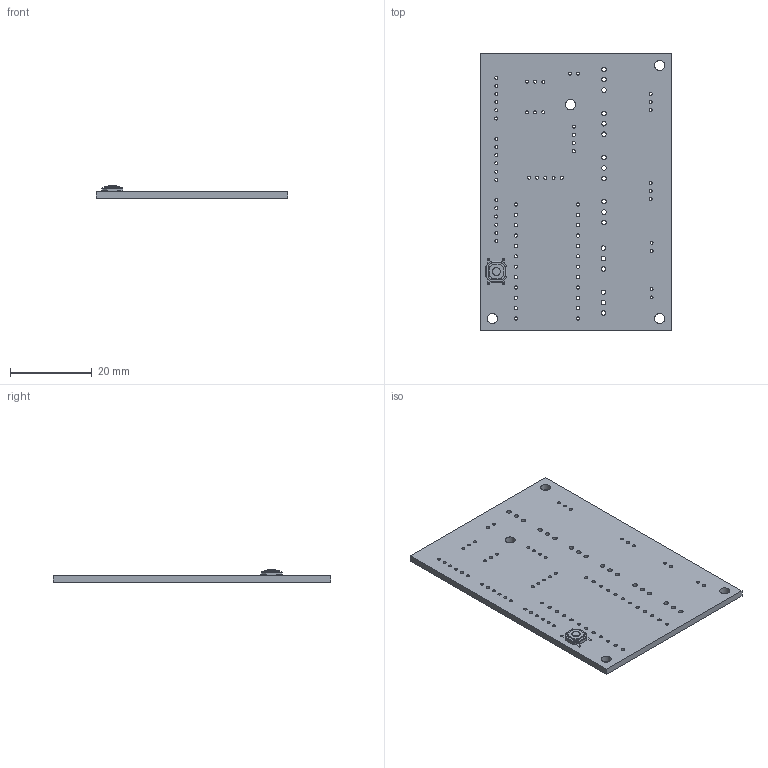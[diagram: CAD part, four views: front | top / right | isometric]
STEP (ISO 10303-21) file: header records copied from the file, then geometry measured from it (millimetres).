
FILE_DESCRIPTION(('KiCad electronic assembly'),'2;1');
FILE_NAME('CONTROLLER_Throttle.step','2023-01-21T09:37:07',('Pcbnew'),( 'Kicad'),'Open CASCADE STEP processor 7.6','KiCad to STEP converter' ,'Unknown');
FILE_SCHEMA(('AUTOMOTIVE_DESIGN { 1 0 10303 214 1 1 1 1 }'));
Length unit declared in the file: millimetre
Products named in the file (4): CONTROLLER_Throttle 1; TS-1187A; COMPOUND; CONTROLLER_Throttle PCB
Assembly tree (3 placements, depth 3):
  CONTROLLER_Throttle 1
    TS-1187A
      COMPOUND
    CONTROLLER_Throttle PCB
Bounding box: 47 x 68 x 3.05 mm (x, y, z)
Volume: 5028.1 mm3; surface area: 7136.5 mm2
Topology: 11 solids, 11 shells, 229 faces, 609 edges, 403 vertices
Faces by surface type: plane 123, cylinder 105, cone 1
Full cylindrical faces by diameter (mm): 0.75 x45, 0.8 x24, 1.1 x18, 2 x2, 2.5 x4
Entity records: 16508 total; most frequent: CARTESIAN_POINT 4005, DIRECTION 2287, LINE 1414, VECTOR 1414, ORIENTED_EDGE 1218, PCURVE 1218, DEFINITIONAL_REPRESENTATION 1218, EDGE_CURVE 609
